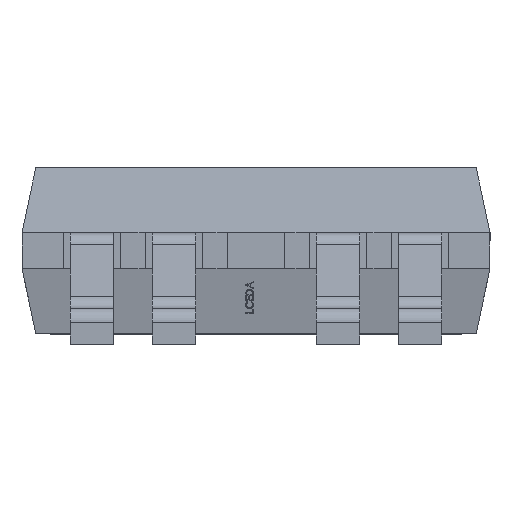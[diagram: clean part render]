
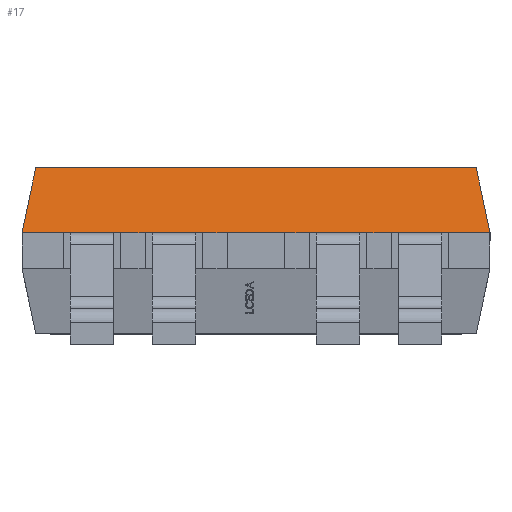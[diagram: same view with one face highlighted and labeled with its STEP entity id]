
A CAD part, left-side view. The second image highlights one B-rep face of the part: STEP entity #17.
In plain terms, the highlighted planar face has unit normal (-0.978, 0, 0.208).
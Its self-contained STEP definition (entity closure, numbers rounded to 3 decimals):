
#17 = ADVANCED_FACE ( 'NONE', ( #14576 ), #5055, .F. ) ;
#214 = CARTESIAN_POINT ( 'NONE',  ( -3.11, 0.3, 1.4 ) ) ;
#309 = CARTESIAN_POINT ( 'NONE',  ( -3.11, -1.44, 1.4 ) ) ;
#405 = ORIENTED_EDGE ( 'NONE', *, *, #4900, .T. ) ;
#611 = CARTESIAN_POINT ( 'NONE',  ( -3.11, 1.44, 1.4 ) ) ;
#665 = VERTEX_POINT ( 'NONE', #3874 ) ;
#793 = CARTESIAN_POINT ( 'NONE',  ( -2.841, 2.981, 2.667 ) ) ;
#887 = CARTESIAN_POINT ( 'NONE',  ( -3.11, -0.3, 1.4 ) ) ;
#1127 = EDGE_CURVE ( 'NONE', #6921, #7154, #8517, .T. ) ;
#1331 = ORIENTED_EDGE ( 'NONE', *, *, #8343, .F. ) ;
#1609 = VECTOR ( 'NONE', #17229, 1000. ) ;
#1715 = LINE ( 'NONE', #7338, #9170 ) ;
#1742 = CARTESIAN_POINT ( 'NONE',  ( -3.11, -0.84, 1.4 ) ) ;
#1803 = VECTOR ( 'NONE', #5400, 1000. ) ;
#1979 = LINE ( 'NONE', #14195, #1609 ) ;
#2095 = LINE ( 'NONE', #611, #15166 ) ;
#2373 = DIRECTION ( 'NONE',  ( 0., 1., 0. ) ) ;
#2388 = VECTOR ( 'NONE', #12047, 1000. ) ;
#3218 = ORIENTED_EDGE ( 'NONE', *, *, #6664, .T. ) ;
#3325 = VECTOR ( 'NONE', #10488, 1000. ) ;
#3481 = DIRECTION ( 'NONE',  ( -0.208, 0., -0.978 ) ) ;
#3685 = LINE ( 'NONE', #793, #13704 ) ;
#3828 = DIRECTION ( 'NONE',  ( 0., 1., 0. ) ) ;
#3874 = CARTESIAN_POINT ( 'NONE',  ( -3.11, 3.25, 1.4 ) ) ;
#3957 = CARTESIAN_POINT ( 'NONE',  ( -3.11, -3.25, 1.4 ) ) ;
#4091 = ORIENTED_EDGE ( 'NONE', *, *, #9690, .F. ) ;
#4114 = EDGE_CURVE ( 'NONE', #8055, #15261, #16542, .T. ) ;
#4463 = EDGE_LOOP ( 'NONE', ( #4843, #16545, #5882, #14182, #13667, #16054, #4091, #5744, #1331, #16506, #5106, #3218, #13821, #405 ) ) ;
#4670 = CARTESIAN_POINT ( 'NONE',  ( -3.11, -1.98, 1.4 ) ) ;
#4843 = ORIENTED_EDGE ( 'NONE', *, *, #17863, .F. ) ;
#4846 = EDGE_CURVE ( 'NONE', #13975, #15261, #15675, .T. ) ;
#4900 = EDGE_CURVE ( 'NONE', #15476, #15432, #11635, .T. ) ;
#4909 = CARTESIAN_POINT ( 'NONE',  ( -3.11, -3.25, 1.4 ) ) ;
#5055 = PLANE ( 'NONE',  #8128 ) ;
#5106 = ORIENTED_EDGE ( 'NONE', *, *, #4114, .F. ) ;
#5240 = EDGE_CURVE ( 'NONE', #6020, #665, #13315, .T. ) ;
#5400 = DIRECTION ( 'NONE',  ( 0., -1., 0. ) ) ;
#5467 = VERTEX_POINT ( 'NONE', #12745 ) ;
#5571 = EDGE_CURVE ( 'NONE', #15476, #10212, #1715, .T. ) ;
#5618 = CARTESIAN_POINT ( 'NONE',  ( -2.919, -3.25, 2.3 ) ) ;
#5740 = CARTESIAN_POINT ( 'NONE',  ( -2.919, 3.059, 2.3 ) ) ;
#5744 = ORIENTED_EDGE ( 'NONE', *, *, #17560, .T. ) ;
#5745 = EDGE_CURVE ( 'NONE', #5467, #6921, #17983, .T. ) ;
#5773 = VERTEX_POINT ( 'NONE', #15209 ) ;
#5882 = ORIENTED_EDGE ( 'NONE', *, *, #1127, .T. ) ;
#6020 = VERTEX_POINT ( 'NONE', #6845 ) ;
#6274 = DIRECTION ( 'NONE',  ( 0., -1., 0. ) ) ;
#6536 = DIRECTION ( 'NONE',  ( -0.204, 0.204, -0.958 ) ) ;
#6664 = EDGE_CURVE ( 'NONE', #8055, #10212, #1979, .T. ) ;
#6835 = VECTOR ( 'NONE', #7050, 1000. ) ;
#6845 = CARTESIAN_POINT ( 'NONE',  ( -3.11, 2.58, 1.4 ) ) ;
#6921 = VERTEX_POINT ( 'NONE', #15653 ) ;
#7050 = DIRECTION ( 'NONE',  ( 0., 1., 0. ) ) ;
#7154 = VERTEX_POINT ( 'NONE', #5740 ) ;
#7216 = CARTESIAN_POINT ( 'NONE',  ( -3.11, 0.84, 1.4 ) ) ;
#7338 = CARTESIAN_POINT ( 'NONE',  ( -3.11, -3.25, 1.4 ) ) ;
#7514 = DIRECTION ( 'NONE',  ( 0.978, 0., -0.208 ) ) ;
#7587 = CARTESIAN_POINT ( 'NONE',  ( -3.11, 0.3, 1.4 ) ) ;
#8055 = VERTEX_POINT ( 'NONE', #1742 ) ;
#8128 = AXIS2_PLACEMENT_3D ( 'NONE', #10624, #7514, #3481 ) ;
#8270 = VECTOR ( 'NONE', #10255, 1000. ) ;
#8343 = EDGE_CURVE ( 'NONE', #13975, #16930, #8808, .T. ) ;
#8517 = LINE ( 'NONE', #5618, #6835 ) ;
#8808 = LINE ( 'NONE', #14040, #10480 ) ;
#8821 = CARTESIAN_POINT ( 'NONE',  ( -3.11, -2.58, 1.4 ) ) ;
#9170 = VECTOR ( 'NONE', #14400, 1000. ) ;
#9690 = EDGE_CURVE ( 'NONE', #10610, #5773, #12567, .T. ) ;
#9897 = DIRECTION ( 'NONE',  ( 0., 1., 0. ) ) ;
#9967 = DIRECTION ( 'NONE',  ( 0., -1., 0. ) ) ;
#10212 = VERTEX_POINT ( 'NONE', #309 ) ;
#10255 = DIRECTION ( 'NONE',  ( 0., -1., 0. ) ) ;
#10480 = VECTOR ( 'NONE', #9897, 1000. ) ;
#10488 = DIRECTION ( 'NONE',  ( 0., 1., 0. ) ) ;
#10610 = VERTEX_POINT ( 'NONE', #14048 ) ;
#10624 = CARTESIAN_POINT ( 'NONE',  ( -3.11, -3.25, 1.4 ) ) ;
#10984 = CARTESIAN_POINT ( 'NONE',  ( -3.11, -3.25, 1.4 ) ) ;
#11635 = LINE ( 'NONE', #4670, #8270 ) ;
#12047 = DIRECTION ( 'NONE',  ( 0., 1., 0. ) ) ;
#12542 = DIRECTION ( 'NONE',  ( 0.204, 0.204, 0.958 ) ) ;
#12567 = LINE ( 'NONE', #3957, #14030 ) ;
#12580 = VECTOR ( 'NONE', #3828, 1000. ) ;
#12660 = VECTOR ( 'NONE', #9967, 1000. ) ;
#12745 = CARTESIAN_POINT ( 'NONE',  ( -3.11, -3.25, 1.4 ) ) ;
#13315 = LINE ( 'NONE', #4909, #3325 ) ;
#13667 = ORIENTED_EDGE ( 'NONE', *, *, #5240, .F. ) ;
#13704 = VECTOR ( 'NONE', #6536, 1000. ) ;
#13821 = ORIENTED_EDGE ( 'NONE', *, *, #5571, .F. ) ;
#13975 = VERTEX_POINT ( 'NONE', #214 ) ;
#14030 = VECTOR ( 'NONE', #2373, 1000. ) ;
#14040 = CARTESIAN_POINT ( 'NONE',  ( -3.11, -3.25, 1.4 ) ) ;
#14048 = CARTESIAN_POINT ( 'NONE',  ( -3.11, 1.44, 1.4 ) ) ;
#14182 = ORIENTED_EDGE ( 'NONE', *, *, #16474, .T. ) ;
#14195 = CARTESIAN_POINT ( 'NONE',  ( -3.11, -0.84, 1.4 ) ) ;
#14386 = EDGE_CURVE ( 'NONE', #6020, #5773, #16824, .T. ) ;
#14400 = DIRECTION ( 'NONE',  ( 0., 1., 0. ) ) ;
#14576 = FACE_OUTER_BOUND ( 'NONE', #4463, .T. ) ;
#14791 = CARTESIAN_POINT ( 'NONE',  ( -3.11, -3.25, 1.4 ) ) ;
#15166 = VECTOR ( 'NONE', #6274, 1000. ) ;
#15209 = CARTESIAN_POINT ( 'NONE',  ( -3.11, 1.98, 1.4 ) ) ;
#15261 = VERTEX_POINT ( 'NONE', #887 ) ;
#15432 = VERTEX_POINT ( 'NONE', #8821 ) ;
#15476 = VERTEX_POINT ( 'NONE', #17721 ) ;
#15653 = CARTESIAN_POINT ( 'NONE',  ( -2.919, -3.059, 2.3 ) ) ;
#15675 = LINE ( 'NONE', #7587, #12660 ) ;
#16054 = ORIENTED_EDGE ( 'NONE', *, *, #14386, .T. ) ;
#16474 = EDGE_CURVE ( 'NONE', #7154, #665, #3685, .T. ) ;
#16480 = LINE ( 'NONE', #17870, #12580 ) ;
#16506 = ORIENTED_EDGE ( 'NONE', *, *, #4846, .T. ) ;
#16542 = LINE ( 'NONE', #14791, #2388 ) ;
#16545 = ORIENTED_EDGE ( 'NONE', *, *, #5745, .T. ) ;
#16824 = LINE ( 'NONE', #17954, #1803 ) ;
#16930 = VERTEX_POINT ( 'NONE', #7216 ) ;
#17229 = DIRECTION ( 'NONE',  ( 0., -1., 0. ) ) ;
#17406 = VECTOR ( 'NONE', #12542, 1000. ) ;
#17560 = EDGE_CURVE ( 'NONE', #10610, #16930, #2095, .T. ) ;
#17721 = CARTESIAN_POINT ( 'NONE',  ( -3.11, -1.98, 1.4 ) ) ;
#17863 = EDGE_CURVE ( 'NONE', #5467, #15432, #16480, .T. ) ;
#17870 = CARTESIAN_POINT ( 'NONE',  ( -3.11, -3.25, 1.4 ) ) ;
#17954 = CARTESIAN_POINT ( 'NONE',  ( -3.11, 2.58, 1.4 ) ) ;
#17983 = LINE ( 'NONE', #10984, #17406 ) ;
